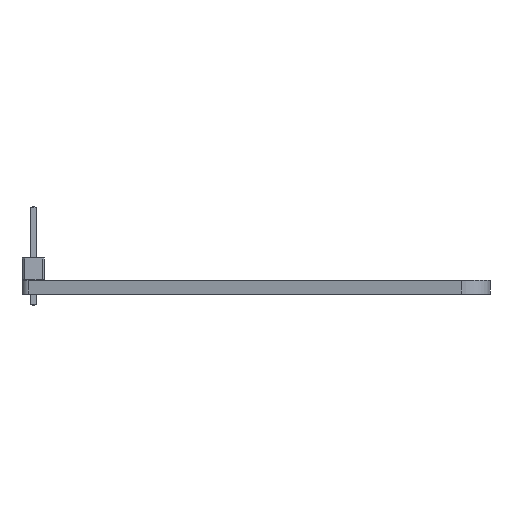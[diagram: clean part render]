
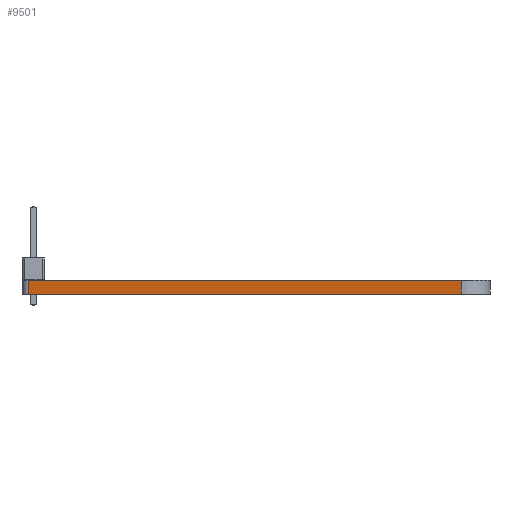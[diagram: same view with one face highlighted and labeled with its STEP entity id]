
A CAD part, front view. The second image highlights one B-rep face of the part: STEP entity #9501.
In plain terms, the highlighted planar face has unit normal (-0.19, -0.982, 0).
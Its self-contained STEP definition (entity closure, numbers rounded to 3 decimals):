
#8505 = PLANE('',#8506);
#8506 = AXIS2_PLACEMENT_3D('',#8507,#8508,#8509);
#8507 = CARTESIAN_POINT('',(118.185,-117.652,1.6));
#8508 = DIRECTION('',(-0.,-0.,-1.));
#8509 = DIRECTION('',(-1.,0.,0.));
#8533 = CYLINDRICAL_SURFACE('',#8534,2.945);
#8534 = AXIS2_PLACEMENT_3D('',#8535,#8536,#8537);
#8535 = CARTESIAN_POINT('',(145.58,-129.06,0.));
#8536 = DIRECTION('',(-0.,-0.,-1.));
#8537 = DIRECTION('',(1.,0.,-0.));
#8559 = PLANE('',#8560);
#8560 = AXIS2_PLACEMENT_3D('',#8561,#8562,#8563);
#8561 = CARTESIAN_POINT('',(118.185,-117.652,0.));
#8562 = DIRECTION('',(-0.,-0.,-1.));
#8563 = DIRECTION('',(-1.,0.,0.));
#8660 = EDGE_CURVE('',#8661,#8663,#8665,.T.);
#8661 = VERTEX_POINT('',#8662);
#8662 = CARTESIAN_POINT('',(145.202,-131.981,0.));
#8663 = VERTEX_POINT('',#8664);
#8664 = CARTESIAN_POINT('',(145.202,-131.981,1.6));
#8665 = SURFACE_CURVE('',#8666,(#8670,#8677),.PCURVE_S1.);
#8666 = LINE('',#8667,#8668);
#8667 = CARTESIAN_POINT('',(145.202,-131.981,0.));
#8668 = VECTOR('',#8669,1.);
#8669 = DIRECTION('',(0.,0.,1.));
#8670 = PCURVE('',#8533,#8671);
#8671 = DEFINITIONAL_REPRESENTATION('',(#8672),#8676);
#8672 = LINE('',#8673,#8674);
#8673 = CARTESIAN_POINT('',(-4.584,0.));
#8674 = VECTOR('',#8675,1.);
#8675 = DIRECTION('',(-0.,-1.));
#8676 = ( GEOMETRIC_REPRESENTATION_CONTEXT(2) 
PARAMETRIC_REPRESENTATION_CONTEXT() REPRESENTATION_CONTEXT('2D SPACE',''
  ) );
#8677 = PCURVE('',#8678,#8683);
#8678 = PLANE('',#8679);
#8679 = AXIS2_PLACEMENT_3D('',#8680,#8681,#8682);
#8680 = CARTESIAN_POINT('',(145.202,-131.981,0.));
#8681 = DIRECTION('',(-0.19,-0.982,0.));
#8682 = DIRECTION('',(-0.982,0.19,0.));
#8683 = DEFINITIONAL_REPRESENTATION('',(#8684),#8688);
#8684 = LINE('',#8685,#8686);
#8685 = CARTESIAN_POINT('',(0.,0.));
#8686 = VECTOR('',#8687,1.);
#8687 = DIRECTION('',(0.,-1.));
#8688 = ( GEOMETRIC_REPRESENTATION_CONTEXT(2) 
PARAMETRIC_REPRESENTATION_CONTEXT() REPRESENTATION_CONTEXT('2D SPACE',''
  ) );
#8748 = EDGE_CURVE('',#8661,#8749,#8751,.T.);
#8749 = VERTEX_POINT('',#8750);
#8750 = CARTESIAN_POINT('',(95.1,-122.3,0.));
#8751 = SURFACE_CURVE('',#8752,(#8756,#8763),.PCURVE_S1.);
#8752 = LINE('',#8753,#8754);
#8753 = CARTESIAN_POINT('',(145.202,-131.981,0.));
#8754 = VECTOR('',#8755,1.);
#8755 = DIRECTION('',(-0.982,0.19,0.));
#8756 = PCURVE('',#8559,#8757);
#8757 = DEFINITIONAL_REPRESENTATION('',(#8758),#8762);
#8758 = LINE('',#8759,#8760);
#8759 = CARTESIAN_POINT('',(-27.018,-14.329));
#8760 = VECTOR('',#8761,1.);
#8761 = DIRECTION('',(0.982,0.19));
#8762 = ( GEOMETRIC_REPRESENTATION_CONTEXT(2) 
PARAMETRIC_REPRESENTATION_CONTEXT() REPRESENTATION_CONTEXT('2D SPACE',''
  ) );
#8763 = PCURVE('',#8678,#8764);
#8764 = DEFINITIONAL_REPRESENTATION('',(#8765),#8769);
#8765 = LINE('',#8766,#8767);
#8766 = CARTESIAN_POINT('',(0.,0.));
#8767 = VECTOR('',#8768,1.);
#8768 = DIRECTION('',(1.,0.));
#8769 = ( GEOMETRIC_REPRESENTATION_CONTEXT(2) 
PARAMETRIC_REPRESENTATION_CONTEXT() REPRESENTATION_CONTEXT('2D SPACE',''
  ) );
#8792 = CYLINDRICAL_SURFACE('',#8793,0.922);
#8793 = AXIS2_PLACEMENT_3D('',#8794,#8795,#8796);
#8794 = CARTESIAN_POINT('',(95.3,-121.4,0.));
#8795 = DIRECTION('',(-0.,-0.,-1.));
#8796 = DIRECTION('',(1.,0.,-0.));
#9139 = EDGE_CURVE('',#8663,#9140,#9142,.T.);
#9140 = VERTEX_POINT('',#9141);
#9141 = CARTESIAN_POINT('',(95.1,-122.3,1.6));
#9142 = SURFACE_CURVE('',#9143,(#9147,#9154),.PCURVE_S1.);
#9143 = LINE('',#9144,#9145);
#9144 = CARTESIAN_POINT('',(145.202,-131.981,1.6));
#9145 = VECTOR('',#9146,1.);
#9146 = DIRECTION('',(-0.982,0.19,0.));
#9147 = PCURVE('',#8505,#9148);
#9148 = DEFINITIONAL_REPRESENTATION('',(#9149),#9153);
#9149 = LINE('',#9150,#9151);
#9150 = CARTESIAN_POINT('',(-27.018,-14.329));
#9151 = VECTOR('',#9152,1.);
#9152 = DIRECTION('',(0.982,0.19));
#9153 = ( GEOMETRIC_REPRESENTATION_CONTEXT(2) 
PARAMETRIC_REPRESENTATION_CONTEXT() REPRESENTATION_CONTEXT('2D SPACE',''
  ) );
#9154 = PCURVE('',#8678,#9155);
#9155 = DEFINITIONAL_REPRESENTATION('',(#9156),#9160);
#9156 = LINE('',#9157,#9158);
#9157 = CARTESIAN_POINT('',(0.,-1.6));
#9158 = VECTOR('',#9159,1.);
#9159 = DIRECTION('',(1.,0.));
#9160 = ( GEOMETRIC_REPRESENTATION_CONTEXT(2) 
PARAMETRIC_REPRESENTATION_CONTEXT() REPRESENTATION_CONTEXT('2D SPACE',''
  ) );
#9501 = ADVANCED_FACE('',(#9502),#8678,.T.);
#9502 = FACE_BOUND('',#9503,.T.);
#9503 = EDGE_LOOP('',(#9504,#9505,#9506,#9527));
#9504 = ORIENTED_EDGE('',*,*,#8660,.T.);
#9505 = ORIENTED_EDGE('',*,*,#9139,.T.);
#9506 = ORIENTED_EDGE('',*,*,#9507,.F.);
#9507 = EDGE_CURVE('',#8749,#9140,#9508,.T.);
#9508 = SURFACE_CURVE('',#9509,(#9513,#9520),.PCURVE_S1.);
#9509 = LINE('',#9510,#9511);
#9510 = CARTESIAN_POINT('',(95.1,-122.3,0.));
#9511 = VECTOR('',#9512,1.);
#9512 = DIRECTION('',(0.,0.,1.));
#9513 = PCURVE('',#8678,#9514);
#9514 = DEFINITIONAL_REPRESENTATION('',(#9515),#9519);
#9515 = LINE('',#9516,#9517);
#9516 = CARTESIAN_POINT('',(51.029,0.));
#9517 = VECTOR('',#9518,1.);
#9518 = DIRECTION('',(0.,-1.));
#9519 = ( GEOMETRIC_REPRESENTATION_CONTEXT(2) 
PARAMETRIC_REPRESENTATION_CONTEXT() REPRESENTATION_CONTEXT('2D SPACE',''
  ) );
#9520 = PCURVE('',#8792,#9521);
#9521 = DEFINITIONAL_REPRESENTATION('',(#9522),#9526);
#9522 = LINE('',#9523,#9524);
#9523 = CARTESIAN_POINT('',(-4.494,0.));
#9524 = VECTOR('',#9525,1.);
#9525 = DIRECTION('',(-0.,-1.));
#9526 = ( GEOMETRIC_REPRESENTATION_CONTEXT(2) 
PARAMETRIC_REPRESENTATION_CONTEXT() REPRESENTATION_CONTEXT('2D SPACE',''
  ) );
#9527 = ORIENTED_EDGE('',*,*,#8748,.F.);
